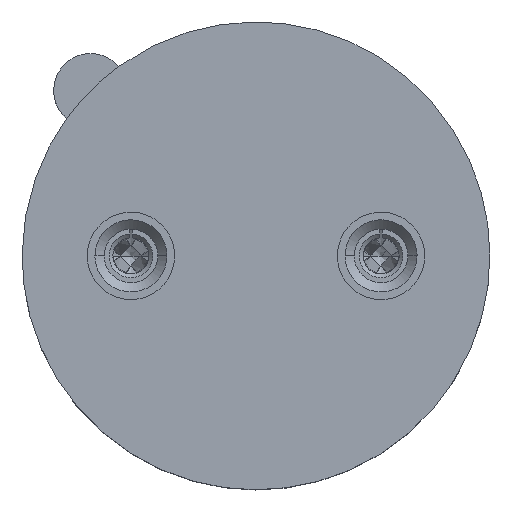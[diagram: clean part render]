
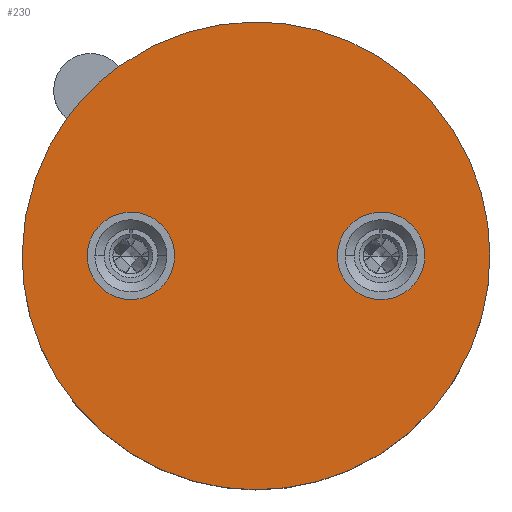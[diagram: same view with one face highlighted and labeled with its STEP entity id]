
A CAD part, top view. The second image highlights one B-rep face of the part: STEP entity #230.
In plain terms, the highlighted planar face has unit normal (0, 0, 1).
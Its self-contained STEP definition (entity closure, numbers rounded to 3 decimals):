
#206=FACE_BOUND('',#699,.T.);
#207=FACE_BOUND('',#700,.T.);
#230=ADVANCED_FACE('',(#461,#206,#207),#3352,.T.);
#461=FACE_OUTER_BOUND('',#698,.T.);
#698=EDGE_LOOP('',(#976,#977,#978));
#699=EDGE_LOOP('',(#979,#980));
#700=EDGE_LOOP('',(#981,#982));
#976=ORIENTED_EDGE('',*,*,#2032,.F.);
#977=ORIENTED_EDGE('',*,*,#2033,.T.);
#978=ORIENTED_EDGE('',*,*,#1973,.F.);
#979=ORIENTED_EDGE('',*,*,#1996,.F.);
#980=ORIENTED_EDGE('',*,*,#1997,.F.);
#981=ORIENTED_EDGE('',*,*,#2022,.F.);
#982=ORIENTED_EDGE('',*,*,#2023,.F.);
#1973=EDGE_CURVE('',#3026,#3061,#2826,.T.);
#1996=EDGE_CURVE('',#3041,#3042,#2843,.T.);
#1997=EDGE_CURVE('',#3042,#3041,#2844,.T.);
#2022=EDGE_CURVE('',#3057,#3058,#2861,.T.);
#2023=EDGE_CURVE('',#3058,#3057,#2862,.T.);
#2032=EDGE_CURVE('',#3062,#3026,#2869,.T.);
#2033=EDGE_CURVE('',#3062,#3061,#2870,.T.);
#2826=(
BOUNDED_CURVE()
B_SPLINE_CURVE(2,(#4586,#4587,#4588),.UNSPECIFIED.,.F.,.F.)
B_SPLINE_CURVE_WITH_KNOTS((3,3),(-29.845,-26.828),
 .UNSPECIFIED.)
CURVE()
GEOMETRIC_REPRESENTATION_ITEM()
RATIONAL_B_SPLINE_CURVE((1.,0.951,1.))
REPRESENTATION_ITEM('')
);
#2843=(
BOUNDED_CURVE()
B_SPLINE_CURVE(2,(#4677,#4678,#4679,#4680,#4681),.UNSPECIFIED.,.F.,.F.)
B_SPLINE_CURVE_WITH_KNOTS((3,2,3),(1.571,3.142,4.712),
 .UNSPECIFIED.)
CURVE()
GEOMETRIC_REPRESENTATION_ITEM()
RATIONAL_B_SPLINE_CURVE((1.,0.707,1.,0.707,1.))
REPRESENTATION_ITEM('')
);
#2844=(
BOUNDED_CURVE()
B_SPLINE_CURVE(2,(#4682,#4683,#4684,#4685,#4686),.UNSPECIFIED.,.F.,.F.)
B_SPLINE_CURVE_WITH_KNOTS((3,2,3),(1.571,3.142,4.712),
 .UNSPECIFIED.)
CURVE()
GEOMETRIC_REPRESENTATION_ITEM()
RATIONAL_B_SPLINE_CURVE((1.,0.707,1.,0.707,1.))
REPRESENTATION_ITEM('')
);
#2861=(
BOUNDED_CURVE()
B_SPLINE_CURVE(2,(#4779,#4780,#4781,#4782,#4783),.UNSPECIFIED.,.F.,.F.)
B_SPLINE_CURVE_WITH_KNOTS((3,2,3),(1.571,3.142,4.712),
 .UNSPECIFIED.)
CURVE()
GEOMETRIC_REPRESENTATION_ITEM()
RATIONAL_B_SPLINE_CURVE((1.,0.707,1.,0.707,1.))
REPRESENTATION_ITEM('')
);
#2862=(
BOUNDED_CURVE()
B_SPLINE_CURVE(2,(#4784,#4785,#4786,#4787,#4788),.UNSPECIFIED.,.F.,.F.)
B_SPLINE_CURVE_WITH_KNOTS((3,2,3),(1.571,3.142,4.712),
 .UNSPECIFIED.)
CURVE()
GEOMETRIC_REPRESENTATION_ITEM()
RATIONAL_B_SPLINE_CURVE((1.,0.707,1.,0.707,1.))
REPRESENTATION_ITEM('')
);
#2869=(
BOUNDED_CURVE()
B_SPLINE_CURVE(2,(#4827,#4828,#4829,#4830,#4831,#4832,#4833,#4834,#4835),
 .UNSPECIFIED.,.F.,.F.)
B_SPLINE_CURVE_WITH_KNOTS((3,2,2,2,3),(-25.401,-22.384,
-14.923,-7.461,0.),.UNSPECIFIED.)
CURVE()
GEOMETRIC_REPRESENTATION_ITEM()
RATIONAL_B_SPLINE_CURVE((1.,0.951,1.,0.707,1.,0.707,
1.,0.707,1.))
REPRESENTATION_ITEM('')
);
#2870=(
BOUNDED_CURVE()
B_SPLINE_CURVE(2,(#4836,#4837,#4838),.UNSPECIFIED.,.F.,.F.)
B_SPLINE_CURVE_WITH_KNOTS((3,3),(25.401,26.828),
 .UNSPECIFIED.)
CURVE()
GEOMETRIC_REPRESENTATION_ITEM()
RATIONAL_B_SPLINE_CURVE((1.,0.988,1.))
REPRESENTATION_ITEM('')
);
#3026=VERTEX_POINT('',#4488);
#3041=VERTEX_POINT('',#4503);
#3042=VERTEX_POINT('',#4504);
#3057=VERTEX_POINT('',#4519);
#3058=VERTEX_POINT('',#4520);
#3061=VERTEX_POINT('',#4523);
#3062=VERTEX_POINT('',#4524);
#3352=PLANE('',#3539);
#3539=AXIS2_PLACEMENT_3D('',#3916,#3601,$);
#3601=DIRECTION('',(0.,0.,1.));
#3916=CARTESIAN_POINT('',(-5.938,5.938,4.3));
#4488=CARTESIAN_POINT('',(-4.75,0.,4.3));
#4503=CARTESIAN_POINT('',(-3.428,0.,4.3));
#4504=CARTESIAN_POINT('',(-1.653,0.,4.3));
#4519=CARTESIAN_POINT('',(1.653,0.,4.3));
#4520=CARTESIAN_POINT('',(3.428,0.,4.3));
#4523=CARTESIAN_POINT('',(-3.846,2.788,4.3));
#4524=CARTESIAN_POINT('',(-2.788,3.846,4.3));
#4586=CARTESIAN_POINT('',(-4.75,0.,4.3));
#4587=CARTESIAN_POINT('',(-4.75,1.541,4.3));
#4588=CARTESIAN_POINT('',(-3.846,2.788,4.3));
#4677=CARTESIAN_POINT('',(-3.428,0.,4.3));
#4678=CARTESIAN_POINT('',(-3.427,-0.888,4.3));
#4679=CARTESIAN_POINT('',(-2.54,-0.888,4.3));
#4680=CARTESIAN_POINT('',(-1.653,-0.888,4.3));
#4681=CARTESIAN_POINT('',(-1.653,0.,4.3));
#4682=CARTESIAN_POINT('',(-1.653,0.,4.3));
#4683=CARTESIAN_POINT('',(-1.653,0.888,4.3));
#4684=CARTESIAN_POINT('',(-2.54,0.888,4.3));
#4685=CARTESIAN_POINT('',(-3.427,0.888,4.3));
#4686=CARTESIAN_POINT('',(-3.428,0.,4.3));
#4779=CARTESIAN_POINT('',(1.653,0.,4.3));
#4780=CARTESIAN_POINT('',(1.653,-0.888,4.3));
#4781=CARTESIAN_POINT('',(2.54,-0.888,4.3));
#4782=CARTESIAN_POINT('',(3.427,-0.888,4.3));
#4783=CARTESIAN_POINT('',(3.428,0.,4.3));
#4784=CARTESIAN_POINT('',(3.428,0.,4.3));
#4785=CARTESIAN_POINT('',(3.427,0.888,4.3));
#4786=CARTESIAN_POINT('',(2.54,0.888,4.3));
#4787=CARTESIAN_POINT('',(1.653,0.888,4.3));
#4788=CARTESIAN_POINT('',(1.653,0.,4.3));
#4827=CARTESIAN_POINT('',(-2.788,3.846,4.3));
#4828=CARTESIAN_POINT('',(-1.541,4.75,4.3));
#4829=CARTESIAN_POINT('',(0.,4.75,4.3));
#4830=CARTESIAN_POINT('',(4.75,4.75,4.3));
#4831=CARTESIAN_POINT('',(4.75,0.,4.3));
#4832=CARTESIAN_POINT('',(4.75,-4.75,4.3));
#4833=CARTESIAN_POINT('',(0.,-4.75,4.3));
#4834=CARTESIAN_POINT('',(-4.75,-4.75,4.3));
#4835=CARTESIAN_POINT('',(-4.75,0.,4.3));
#4836=CARTESIAN_POINT('',(-2.788,3.846,4.3));
#4837=CARTESIAN_POINT('',(-3.401,3.401,4.3));
#4838=CARTESIAN_POINT('',(-3.846,2.788,4.3));
